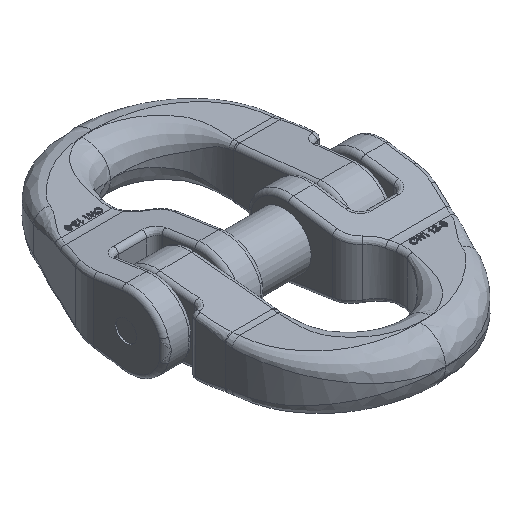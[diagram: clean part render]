
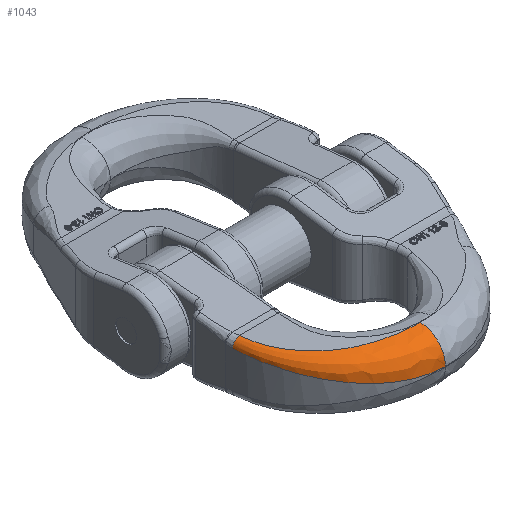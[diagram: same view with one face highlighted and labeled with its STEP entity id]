
A CAD part, isometric view. The second image highlights one B-rep face of the part: STEP entity #1043.
In plain terms, the highlighted free-form (B-spline) face has degree [2, 3] with [3, 10] control points.
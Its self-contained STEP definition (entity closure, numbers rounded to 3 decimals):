
#268=(
BOUNDED_SURFACE()
B_SPLINE_SURFACE(2,3,((#12317,#12318,#12319,#12320,#12321,#12322,#12323,
#12324,#12325,#12326),(#12327,#12328,#12329,#12330,#12331,#12332,#12333,
#12334,#12335,#12336),(#12337,#12338,#12339,#12340,#12341,#12342,#12343,
#12344,#12345,#12346)),.UNSPECIFIED.,.F.,.F.,.F.)
B_SPLINE_SURFACE_WITH_KNOTS((3,3),(4,2,2,2,4),(0.,1.),(0.,0.25,0.5,0.75,
1.),.UNSPECIFIED.)
GEOMETRIC_REPRESENTATION_ITEM()
RATIONAL_B_SPLINE_SURFACE(((1.,1.,1.,1.,1.,1.,1.,1.,1.,1.),(0.707,
0.707,0.707,0.707,0.707,
0.707,0.707,0.707,0.707,
0.707),(1.,1.,1.,1.,1.,1.,1.,1.,1.,1.)))
REPRESENTATION_ITEM('')
SURFACE()
);
#617=FACE_OUTER_BOUND('',#1852,.T.);
#1043=ADVANCED_FACE('',(#617),#268,.T.);
#1488=(
BOUNDED_CURVE()
B_SPLINE_CURVE(2,(#12297,#12298,#12299),.UNSPECIFIED.,.F.,.F.)
B_SPLINE_CURVE_WITH_KNOTS((3,3),(0.,1.),.UNSPECIFIED.)
CURVE()
GEOMETRIC_REPRESENTATION_ITEM()
RATIONAL_B_SPLINE_CURVE((1.,0.707,1.))
REPRESENTATION_ITEM('')
);
#1489=(
BOUNDED_CURVE()
B_SPLINE_CURVE(2,(#12314,#12315,#12316),.UNSPECIFIED.,.F.,.F.)
B_SPLINE_CURVE_WITH_KNOTS((3,3),(0.,1.),.UNSPECIFIED.)
CURVE()
GEOMETRIC_REPRESENTATION_ITEM()
RATIONAL_B_SPLINE_CURVE((1.,0.707,1.))
REPRESENTATION_ITEM('')
);
#1852=EDGE_LOOP('',(#3495,#3496,#3497,#3498));
#2135=B_SPLINE_CURVE_WITH_KNOTS('',3,(#10935,#10936,#10937,#10938,#10939,
#10940,#10941,#10942,#10943,#10944,#10945,#10946,#10947,#10948,#10949,#10950,
#10951),.UNSPECIFIED.,.F.,.F.,(4,1,1,2,2,1,1,1,2,2,4),(0.,0.125,
0.187,0.219,0.25,0.375,
0.437,0.469,0.484,0.5,
1.),.UNSPECIFIED.);
#2164=B_SPLINE_CURVE_WITH_KNOTS('',3,(#11483,#11484,#11485,#11486,#11487,
#11488,#11489,#11490,#11491,#11492,#11493,#11494,#11495,#11496,#11497,#11498,
#11499,#11500,#11501,#11502,#11503,#11504,#11505,#11506,#11507,#11508,#11509,
#11510,#11511,#11512,#11513,#11514,#11515),.UNSPECIFIED.,.F.,.F.,(4,2,2,
2,1,1,2,2,2,2,2,2,2,2,1,2,2,4),(0.,0.125,0.187,
0.219,0.234,0.242,0.246,0.25,
0.375,0.5,0.625,0.687,
0.719,0.734,0.742,0.746,
0.75,1.),.UNSPECIFIED.);
#3495=ORIENTED_EDGE('',*,*,#5148,.T.);
#3496=ORIENTED_EDGE('',*,*,#5077,.F.);
#3497=ORIENTED_EDGE('',*,*,#5150,.F.);
#3498=ORIENTED_EDGE('',*,*,#4940,.F.);
#4259=VERTEX_POINT('',#10934);
#4260=VERTEX_POINT('',#10952);
#4378=VERTEX_POINT('',#11481);
#4380=VERTEX_POINT('',#11516);
#4940=EDGE_CURVE('',#4259,#4260,#2135,.T.);
#5077=EDGE_CURVE('',#4378,#4380,#2164,.T.);
#5148=EDGE_CURVE('',#4259,#4380,#1488,.T.);
#5150=EDGE_CURVE('',#4260,#4378,#1489,.T.);
#10934=CARTESIAN_POINT('',(8.559,-28.51,8.5));
#10935=CARTESIAN_POINT('',(8.559,-28.51,8.5));
#10936=CARTESIAN_POINT('',(8.684,-30.615,8.5));
#10937=CARTESIAN_POINT('',(9.269,-33.681,8.5));
#10938=CARTESIAN_POINT('',(10.646,-37.098,8.5));
#10939=CARTESIAN_POINT('',(11.386,-38.528,8.5));
#10940=CARTESIAN_POINT('',(11.912,-39.473,8.5));
#10941=CARTESIAN_POINT('',(12.216,-39.981,8.5));
#10942=CARTESIAN_POINT('',(13.573,-42.112,8.5));
#10943=CARTESIAN_POINT('',(15.458,-44.459,8.5));
#10944=CARTESIAN_POINT('',(18.11,-46.832,8.5));
#10945=CARTESIAN_POINT('',(19.548,-47.927,8.5));
#10946=CARTESIAN_POINT('',(20.189,-48.377,8.5));
#10947=CARTESIAN_POINT('',(20.622,-48.673,8.5));
#10948=CARTESIAN_POINT('',(20.886,-48.848,8.5));
#10949=CARTESIAN_POINT('',(26.707,-52.614,8.5));
#10950=CARTESIAN_POINT('',(33.736,-54.493,8.5));
#10951=CARTESIAN_POINT('',(42.149,-54.598,8.5));
#10952=CARTESIAN_POINT('',(42.149,-54.598,8.5));
#11481=CARTESIAN_POINT('',(42.044,-62.997,0.1));
#11483=CARTESIAN_POINT('',(42.044,-62.997,0.1));
#11484=CARTESIAN_POINT('',(40.017,-62.972,0.1));
#11485=CARTESIAN_POINT('',(37.864,-62.776,0.177));
#11486=CARTESIAN_POINT('',(34.505,-62.132,0.407));
#11487=CARTESIAN_POINT('',(33.364,-61.859,0.503));
#11488=CARTESIAN_POINT('',(31.633,-61.35,0.676));
#11489=CARTESIAN_POINT('',(31.052,-61.164,0.739));
#11490=CARTESIAN_POINT('',(30.178,-60.859,0.839));
#11491=CARTESIAN_POINT('',(29.74,-60.699,0.892));
#11492=CARTESIAN_POINT('',(29.227,-60.502,0.956));
#11493=CARTESIAN_POINT('',(29.008,-60.415,0.984));
#11494=CARTESIAN_POINT('',(28.861,-60.356,1.003));
#11495=CARTESIAN_POINT('',(28.759,-60.315,1.016));
#11496=CARTESIAN_POINT('',(27.308,-59.723,1.206));
#11497=CARTESIAN_POINT('',(25.578,-58.921,1.467));
#11498=CARTESIAN_POINT('',(21.675,-56.563,2.143));
#11499=CARTESIAN_POINT('',(19.498,-55.003,2.558));
#11500=CARTESIAN_POINT('',(15.1,-50.806,3.542));
#11501=CARTESIAN_POINT('',(13.441,-48.705,3.956));
#11502=CARTESIAN_POINT('',(11.538,-45.863,4.463));
#11503=CARTESIAN_POINT('',(11.001,-44.966,4.613));
#11504=CARTESIAN_POINT('',(10.313,-43.718,4.809));
#11505=CARTESIAN_POINT('',(10.103,-43.318,4.87));
#11506=CARTESIAN_POINT('',(9.814,-42.746,4.953));
#11507=CARTESIAN_POINT('',(9.722,-42.559,4.98));
#11508=CARTESIAN_POINT('',(9.59,-42.287,5.018));
#11509=CARTESIAN_POINT('',(9.526,-42.152,5.037));
#11510=CARTESIAN_POINT('',(9.464,-42.02,5.055));
#11511=CARTESIAN_POINT('',(9.423,-41.933,5.067));
#11512=CARTESIAN_POINT('',(9.416,-41.918,5.069));
#11513=CARTESIAN_POINT('',(7.253,-37.25,5.693));
#11514=CARTESIAN_POINT('',(6.303,-32.705,6.));
#11515=CARTESIAN_POINT('',(6.064,-28.657,6.));
#11516=CARTESIAN_POINT('',(6.064,-28.657,6.));
#12297=CARTESIAN_POINT('',(8.559,-28.51,8.5));
#12298=CARTESIAN_POINT('',(6.064,-28.657,8.5));
#12299=CARTESIAN_POINT('',(6.064,-28.657,6.));
#12314=CARTESIAN_POINT('',(42.149,-54.598,8.5));
#12315=CARTESIAN_POINT('',(42.044,-62.997,8.5));
#12316=CARTESIAN_POINT('',(42.044,-62.997,0.1));
#12317=CARTESIAN_POINT('',(42.044,-62.997,0.1));
#12318=CARTESIAN_POINT('',(37.483,-62.94,0.1));
#12319=CARTESIAN_POINT('',(32.937,-62.019,0.469));
#12320=CARTESIAN_POINT('',(24.492,-58.575,1.575));
#12321=CARTESIAN_POINT('',(20.598,-56.053,2.313));
#12322=CARTESIAN_POINT('',(14.001,-49.756,3.787));
#12323=CARTESIAN_POINT('',(11.3,-45.983,4.525));
#12324=CARTESIAN_POINT('',(7.466,-37.709,5.631));
#12325=CARTESIAN_POINT('',(6.333,-33.21,6.));
#12326=CARTESIAN_POINT('',(6.064,-28.657,6.));
#12327=CARTESIAN_POINT('',(42.044,-62.997,8.5));
#12328=CARTESIAN_POINT('',(37.483,-62.94,8.5));
#12329=CARTESIAN_POINT('',(32.937,-62.019,8.5));
#12330=CARTESIAN_POINT('',(24.492,-58.575,8.5));
#12331=CARTESIAN_POINT('',(20.598,-56.053,8.5));
#12332=CARTESIAN_POINT('',(14.001,-49.756,8.5));
#12333=CARTESIAN_POINT('',(11.3,-45.983,8.5));
#12334=CARTESIAN_POINT('',(7.466,-37.709,8.5));
#12335=CARTESIAN_POINT('',(6.333,-33.21,8.5));
#12336=CARTESIAN_POINT('',(6.064,-28.657,8.5));
#12337=CARTESIAN_POINT('',(42.149,-54.598,8.5));
#12338=CARTESIAN_POINT('',(38.649,-54.554,8.5));
#12339=CARTESIAN_POINT('',(35.105,-54.23,8.5));
#12340=CARTESIAN_POINT('',(27.973,-52.515,8.5));
#12341=CARTESIAN_POINT('',(24.378,-51.106,8.5));
#12342=CARTESIAN_POINT('',(17.747,-46.817,8.5));
#12343=CARTESIAN_POINT('',(14.727,-43.924,8.5));
#12344=CARTESIAN_POINT('',(10.248,-36.891,8.5));
#12345=CARTESIAN_POINT('',(8.811,-32.761,8.5));
#12346=CARTESIAN_POINT('',(8.559,-28.51,8.5));
